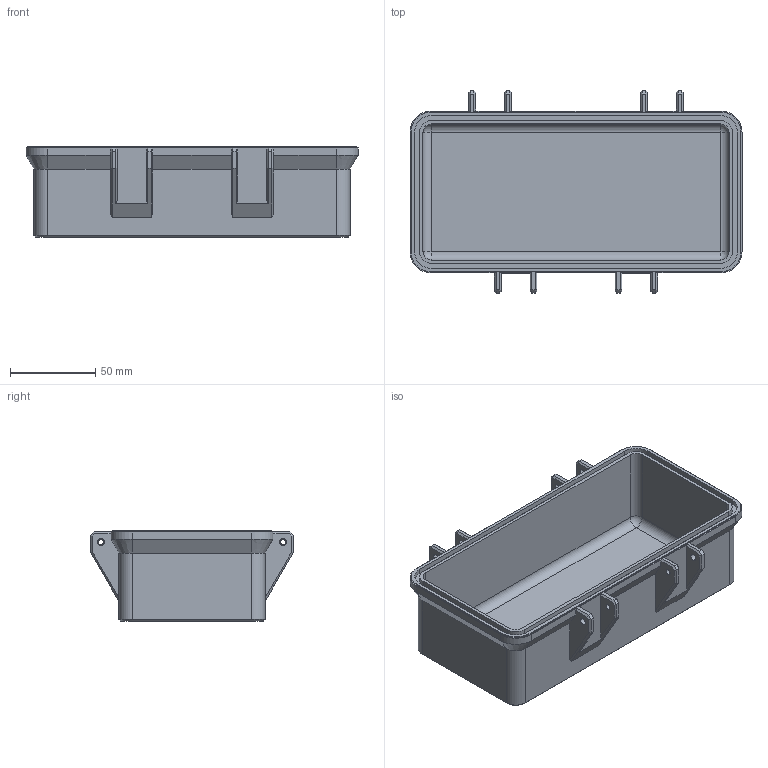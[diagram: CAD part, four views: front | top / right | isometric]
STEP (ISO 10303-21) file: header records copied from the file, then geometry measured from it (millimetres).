
FILE_DESCRIPTION (( 'STEP AP214' ), '1' );
FILE_NAME ('Haimer Case Base.STEP', '2024-12-27T02:50:06', ( '' ), ( '' ), 'SwSTEP 2.0', 'SolidWorks 2020', '' );
FILE_SCHEMA (( 'AUTOMOTIVE_DESIGN' ));
Length unit declared in the file: millimetre
Products named in the file (1): Haimer Case Base
Bounding box: 195.2 x 119.2 x 53 mm (x, y, z)
Volume: 166710.9 mm3; surface area: 96259.1 mm2
Topology: 1 solids, 1 shells, 206 faces, 520 edges, 316 vertices
Faces by surface type: plane 150, cylinder 44, cone 8, sphere 4
Entity records: 6066 total; most frequent: CARTESIAN_POINT 1039, ORIENTED_EDGE 1032, DIRECTION 1022, EDGE_CURVE 516, VECTOR 424, LINE 424, VERTEX_POINT 316, AXIS2_PLACEMENT_3D 299
